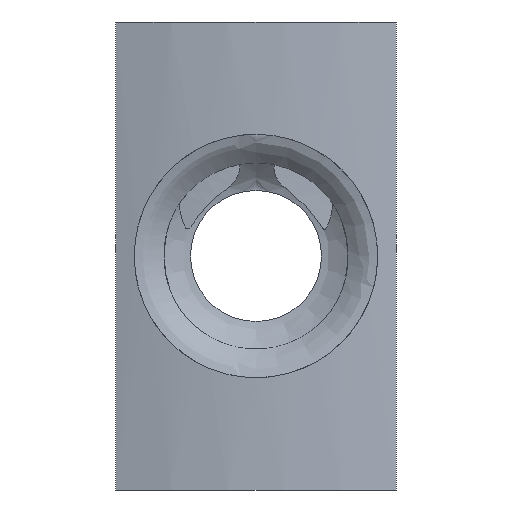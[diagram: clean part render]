
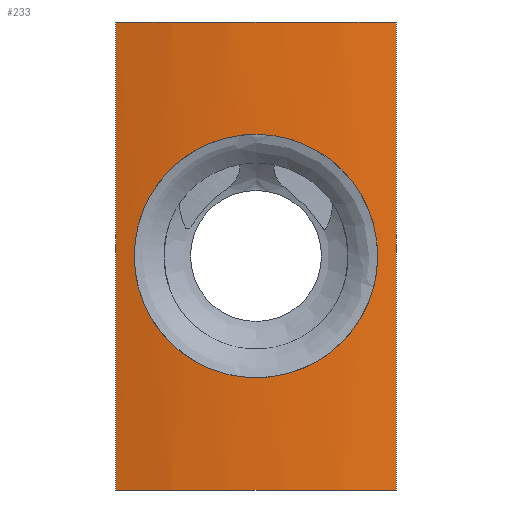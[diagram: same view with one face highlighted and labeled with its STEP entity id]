
A CAD part, left-side view. The second image highlights one B-rep face of the part: STEP entity #233.
In plain terms, the highlighted cylindrical face has radius 38.1 mm (diameter 76.2 mm), a partial arc.
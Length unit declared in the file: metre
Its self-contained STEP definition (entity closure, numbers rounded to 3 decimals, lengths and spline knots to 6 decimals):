
#17=LINE('',#1592,#27);
#18=LINE('',#1596,#28);
#27=VECTOR('',#281,1.);
#28=VECTOR('',#284,1.);
#37=CIRCLE('',#260,0.0381);
#38=CIRCLE('',#261,0.0381);
#68=ORIENTED_EDGE('',*,*,#124,.F.);
#69=ORIENTED_EDGE('',*,*,#125,.T.);
#70=ORIENTED_EDGE('',*,*,#126,.T.);
#71=ORIENTED_EDGE('',*,*,#127,.F.);
#72=ORIENTED_EDGE('',*,*,#123,.T.);
#123=EDGE_CURVE('',#149,#149,#173,.T.);
#124=EDGE_CURVE('',#150,#151,#37,.F.);
#125=EDGE_CURVE('',#150,#152,#17,.F.);
#126=EDGE_CURVE('',#152,#153,#38,.F.);
#127=EDGE_CURVE('',#151,#153,#18,.F.);
#149=VERTEX_POINT('',#1587);
#150=VERTEX_POINT('',#1590);
#151=VERTEX_POINT('',#1591);
#152=VERTEX_POINT('',#1593);
#153=VERTEX_POINT('',#1595);
#173=B_SPLINE_CURVE_WITH_KNOTS('',3,(#1568,#1569,#1570,#1571,#1572,#1573,
#1574,#1575,#1576,#1577,#1578,#1579,#1580,#1581,#1582,#1583,#1584,#1585,
#1586),.UNSPECIFIED.,.T.,.F.,(1,1,1,1,1,1,1,1,1,1,1,1,1,1,1,1,1,1,1,1,1,
1,1),(-0.009706,-0.006471,-0.003235,0.,
0.003235,0.006471,0.009706,0.012941,
0.016177,0.019412,0.022647,0.025882,
0.029118,0.032353,0.035588,0.038824,
0.042059,0.045294,0.04853,0.051765,
0.055,0.058235,0.061471),.UNSPECIFIED.);
#186=EDGE_LOOP('',(#68,#69,#70,#71));
#187=EDGE_LOOP('',(#72));
#208=FACE_BOUND('',#186,.T.);
#209=FACE_BOUND('',#187,.T.);
#224=CYLINDRICAL_SURFACE('',#259,0.0381);
#233=ADVANCED_FACE('',(#208,#209),#224,.T.);
#259=AXIS2_PLACEMENT_3D('',#1588,#277,#278);
#260=AXIS2_PLACEMENT_3D('',#1589,#279,#280);
#261=AXIS2_PLACEMENT_3D('',#1594,#282,#283);
#277=DIRECTION('',(0.,0.,-1.));
#278=DIRECTION('',(-1.,0.,0.));
#279=DIRECTION('',(0.,0.,1.));
#280=DIRECTION('',(1.,0.,0.));
#281=DIRECTION('',(0.,0.,-1.));
#282=DIRECTION('',(0.,0.,1.));
#283=DIRECTION('',(1.,0.,0.));
#284=DIRECTION('',(0.,0.,-1.));
#1568=CARTESIAN_POINT('',(-0.037999,0.003262,0.744417));
#1569=CARTESIAN_POINT('',(-0.038146,-0.000003,0.745073));
#1570=CARTESIAN_POINT('',(-0.038,-0.003252,0.74442));
#1571=CARTESIAN_POINT('',(-0.037648,-0.005989,0.742586));
#1572=CARTESIAN_POINT('',(-0.037293,-0.00782,0.739851));
#1573=CARTESIAN_POINT('',(-0.037142,-0.008471,0.736606));
#1574=CARTESIAN_POINT('',(-0.037292,-0.007824,0.733355));
#1575=CARTESIAN_POINT('',(-0.037648,-0.005989,0.730612));
#1576=CARTESIAN_POINT('',(-0.038,-0.00325,0.728779));
#1577=CARTESIAN_POINT('',(-0.038146,-0.000004,0.728129));
#1578=CARTESIAN_POINT('',(-0.038001,0.003244,0.728776));
#1579=CARTESIAN_POINT('',(-0.037649,0.005983,0.730607));
#1580=CARTESIAN_POINT('',(-0.037293,0.007819,0.733342));
#1581=CARTESIAN_POINT('',(-0.037142,0.008472,0.736595));
#1582=CARTESIAN_POINT('',(-0.037292,0.007823,0.739846));
#1583=CARTESIAN_POINT('',(-0.037648,0.005991,0.742584));
#1584=CARTESIAN_POINT('',(-0.037999,0.003262,0.744417));
#1585=CARTESIAN_POINT('',(-0.038146,-0.000003,0.745073));
#1586=CARTESIAN_POINT('',(-0.038,-0.003252,0.74442));
#1587=CARTESIAN_POINT('',(-0.0381,0.,0.744855));
#1588=CARTESIAN_POINT('',(0.,0.,0.9398));
#1589=CARTESIAN_POINT('',(0.,0.,0.720725));
#1590=CARTESIAN_POINT('',(-0.03689,-0.009525,0.720725));
#1591=CARTESIAN_POINT('',(-0.03689,0.009525,0.720725));
#1592=CARTESIAN_POINT('',(-0.03689,-0.009525,0.9398));
#1593=CARTESIAN_POINT('',(-0.03689,-0.009525,0.752475));
#1594=CARTESIAN_POINT('',(0.,0.,0.752475));
#1595=CARTESIAN_POINT('',(-0.03689,0.009525,0.752475));
#1596=CARTESIAN_POINT('',(-0.03689,0.009525,0.9398));
